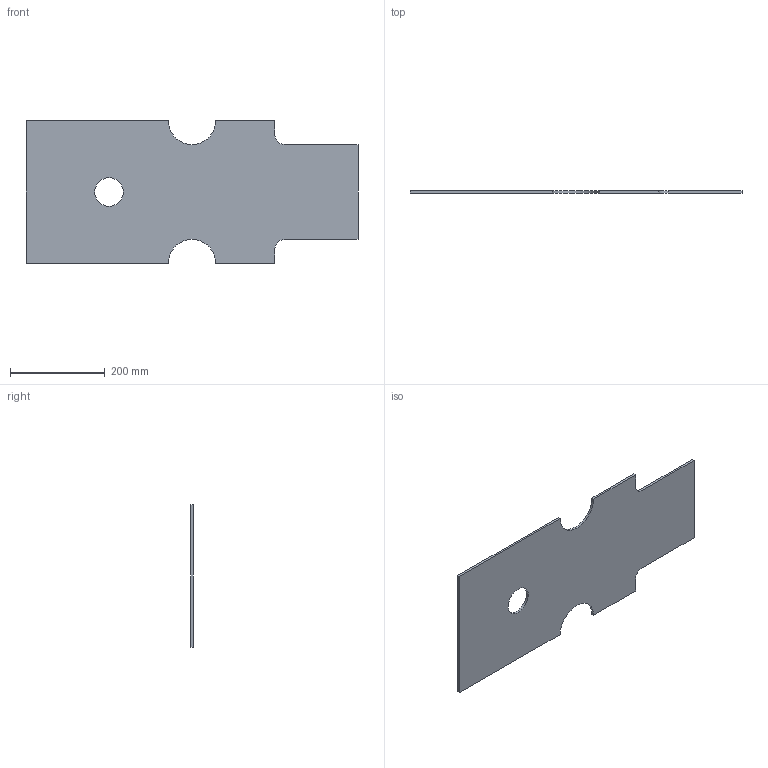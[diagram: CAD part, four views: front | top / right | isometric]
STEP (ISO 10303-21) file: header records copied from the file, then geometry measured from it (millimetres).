
FILE_DESCRIPTION(/* description */ ('Unknown'),/* implementation_level */ '2;1');
FILE_NAME(/* name */ 'chapa',/* time_stamp */ '2022-05-27T10:16:08-03:00',/* author */ ('Unknown'),/* organization */ ('Unknown'),/* preprocessor_version */ 'ST-DEVELOPER v18.1',/* originating_system */ 'Solid Edge',/* authorisation */ 'Unknown');
FILE_SCHEMA (('AUTOMOTIVE_DESIGN {1 0 10303 214 3 1 1}'));
Length unit declared in the file: millimetre
Products named in the file (1): Part1
Bounding box: 700 x 5 x 300 mm (x, y, z)
Volume: 909951.3 mm3; surface area: 375408 mm2
Topology: 1 solids, 1 shells, 17 faces, 45 edges, 30 vertices
Faces by surface type: plane 12, cylinder 5
Full cylindrical faces by diameter (mm): 60 x1
Entity records: 558 total; most frequent: CARTESIAN_POINT 92, DIRECTION 90, ORIENTED_EDGE 88, EDGE_CURVE 44, LINE 34, VECTOR 34, VERTEX_POINT 30, AXIS2_PLACEMENT_3D 28
